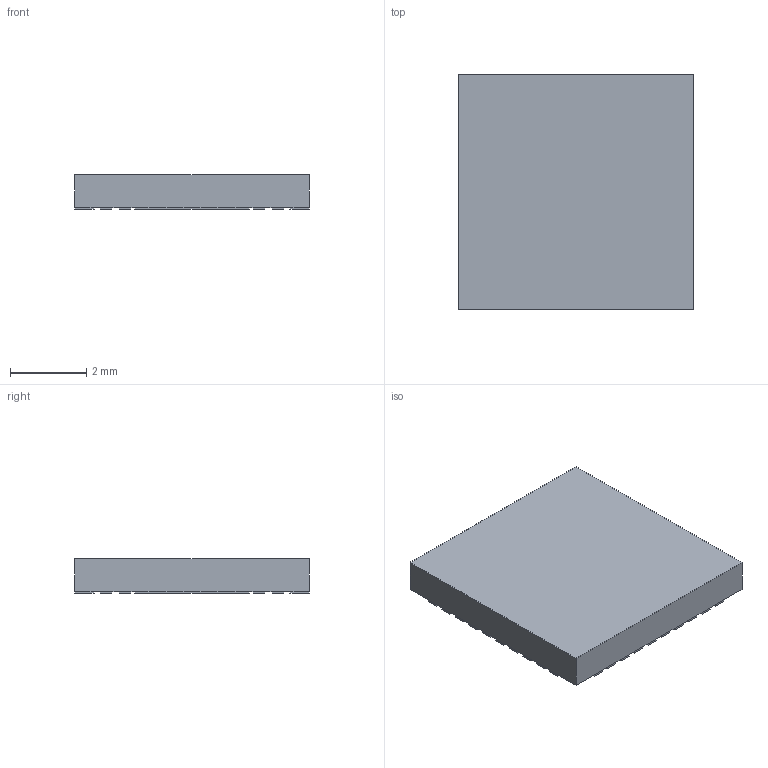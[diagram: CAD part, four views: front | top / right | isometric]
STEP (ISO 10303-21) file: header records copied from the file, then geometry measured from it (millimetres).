
FILE_DESCRIPTION(('FreeCAD Model'),'2;1');
FILE_NAME('rha.step', '2017-11-10T16:12:53',('kicad StepUp'),('ksu MCAD'), 'Open CASCADE STEP processor 6.8','FreeCAD','Unknown');
FILE_SCHEMA(('AUTOMOTIVE_DESIGN_CC2 { 1 2 10303 214 -1 1 5 4 }'));
Length unit declared in the file: millimetre
Products named in the file (2): ASSEMBLY; rha
Assembly tree (1 placements, depth 2):
  ASSEMBLY
    rha
Bounding box: 6.15 x 6.15 x 0.91 mm (x, y, z)
Surface area: 131 mm2 (no closed solid volume)
Topology: 0 solids, 42 shells, 252 faces, 544 edges, 336 vertices
Faces by surface type: plane 252
Entity records: 8466 total; most frequent: ORIENTED_EDGE 1252, CARTESIAN_POINT 1134, DIRECTION 1052, EDGE_CURVE 544, LINE 544, VECTOR 544, VERTEX_POINT 336, AXIS2_PLACEMENT_3D 254
